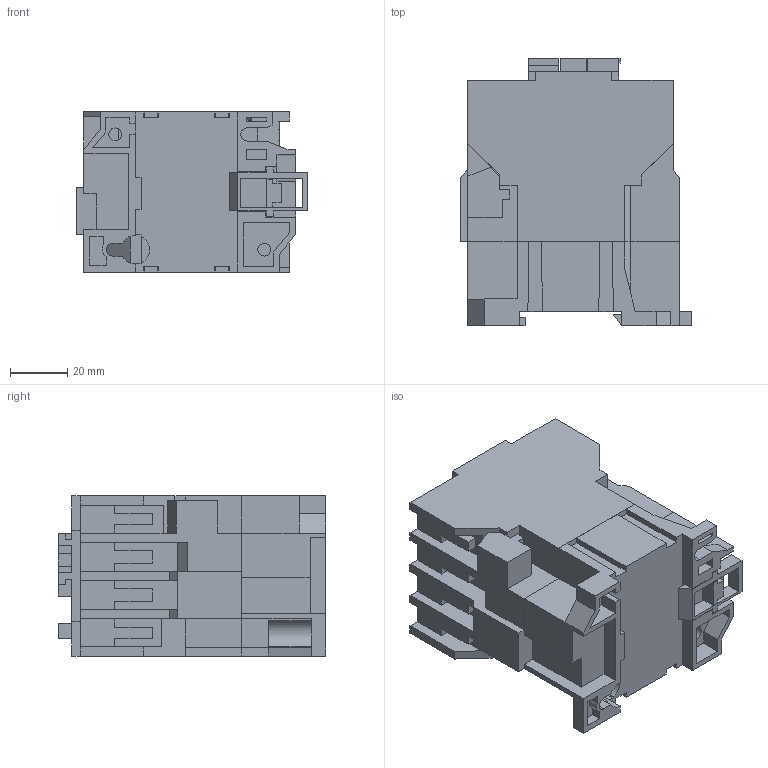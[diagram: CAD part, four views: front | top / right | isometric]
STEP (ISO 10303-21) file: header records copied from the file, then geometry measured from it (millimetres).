
FILE_DESCRIPTION (( 'STEP AP214' ), '1' );
FILE_NAME ('ﾏﾌﾋ-2101-25ﾀ-220ﾀﾑ-ﾓﾕﾋ-ﾁ-ﾊﾝﾀﾇ.STEP', '2016-05-11T11:41:35', ( '' ), ( '' ), 'SwSTEP 2.0', 'SolidWorks 2012', '' );
FILE_SCHEMA (( 'AUTOMOTIVE_DESIGN' ));
Length unit declared in the file: millimetre
Products named in the file (1): ﾏﾌﾋ-2101-25ﾀ-220ﾀﾑ-ﾓﾕﾋ-ﾁ-ﾊﾝﾀﾇ
Bounding box: 81 x 93.5 x 56 mm (x, y, z)
Surface area: 48316.6 mm2 (no closed solid volume)
Topology: 0 solids, 2 shells, 346 faces, 1074 edges, 709 vertices
Faces by surface type: plane 316, cylinder 30
Entity records: 15519 total; most frequent: CARTESIAN_POINT 2136, ORIENTED_EDGE 2023, DIRECTION 1826, EDGE_CURVE 1074, LINE 1012, VECTOR 1012, VERTEX_POINT 709, AXIS2_PLACEMENT_3D 407
